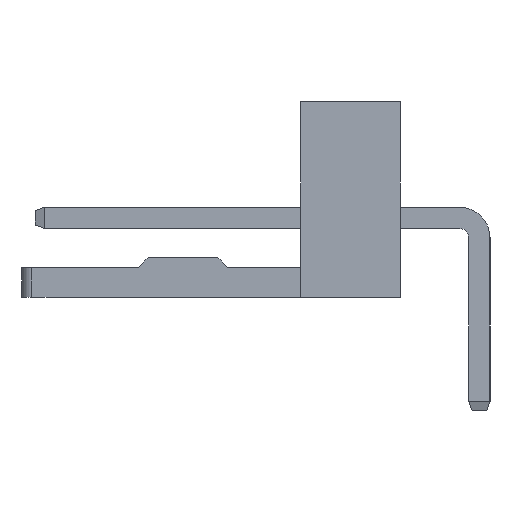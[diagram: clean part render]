
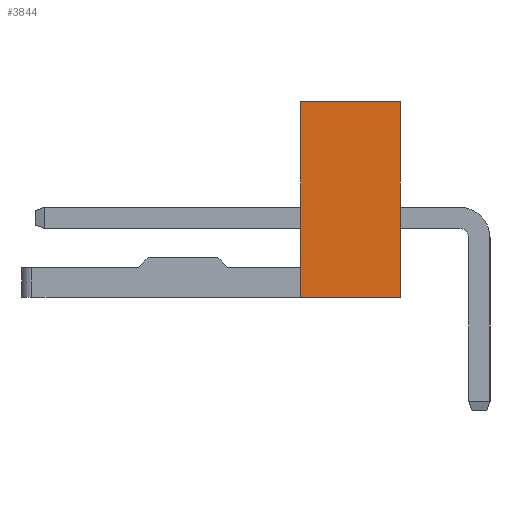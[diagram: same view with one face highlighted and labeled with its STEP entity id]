
A CAD part, left-side view. The second image highlights one B-rep face of the part: STEP entity #3844.
In plain terms, the highlighted planar face has unit normal (-1, 0, 0).
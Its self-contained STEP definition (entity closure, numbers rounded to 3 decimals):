
#180 = CARTESIAN_POINT ( 'NONE',  ( -1.27, 2.38, 0. ) ) ;
#315 = EDGE_CURVE ( 'NONE', #9772, #4588, #6949, .T. ) ;
#874 = ORIENTED_EDGE ( 'NONE', *, *, #3003, .F. ) ;
#1056 = CARTESIAN_POINT ( 'NONE',  ( -1.27, 5.38, 0. ) ) ;
#1125 = EDGE_CURVE ( 'NONE', #8366, #9772, #6600, .T. ) ;
#1191 = VERTEX_POINT ( 'NONE', #6933 ) ;
#1377 = VECTOR ( 'NONE', #7496, 1000. ) ;
#2078 = VECTOR ( 'NONE', #2085, 1000. ) ;
#2085 = DIRECTION ( 'NONE',  ( 0., 1., 0. ) ) ;
#2107 = DIRECTION ( 'NONE',  ( 0., 0., 1. ) ) ;
#2420 = LINE ( 'NONE', #1056, #3043 ) ;
#2525 = CARTESIAN_POINT ( 'NONE',  ( -1.27, 2.38, 0. ) ) ;
#2956 = CARTESIAN_POINT ( 'NONE',  ( -1.27, 2.38, 0. ) ) ;
#3003 = EDGE_CURVE ( 'NONE', #8366, #1191, #12593, .T. ) ;
#3043 = VECTOR ( 'NONE', #3058, 1000. ) ;
#3058 = DIRECTION ( 'NONE',  ( 0., 0., -1. ) ) ;
#3710 = PLANE ( 'NONE',  #7453 ) ;
#3844 = ADVANCED_FACE ( 'NONE', ( #9482 ), #3710, .T. ) ;
#3949 = EDGE_LOOP ( 'NONE', ( #9616, #874, #10011, #9553 ) ) ;
#3982 = CARTESIAN_POINT ( 'NONE',  ( -1.27, 5.38, 5.9 ) ) ;
#3996 = VECTOR ( 'NONE', #2107, 1000. ) ;
#4588 = VERTEX_POINT ( 'NONE', #3982 ) ;
#6600 = LINE ( 'NONE', #2956, #3996 ) ;
#6933 = CARTESIAN_POINT ( 'NONE',  ( -1.27, 5.38, 0. ) ) ;
#6949 = LINE ( 'NONE', #12441, #1377 ) ;
#7453 = AXIS2_PLACEMENT_3D ( 'NONE', #180, #10132, #11021 ) ;
#7496 = DIRECTION ( 'NONE',  ( 0., 1., 0. ) ) ;
#8366 = VERTEX_POINT ( 'NONE', #2525 ) ;
#9482 = FACE_OUTER_BOUND ( 'NONE', #3949, .T. ) ;
#9553 = ORIENTED_EDGE ( 'NONE', *, *, #315, .T. ) ;
#9616 = ORIENTED_EDGE ( 'NONE', *, *, #11909, .T. ) ;
#9772 = VERTEX_POINT ( 'NONE', #11765 ) ;
#10011 = ORIENTED_EDGE ( 'NONE', *, *, #1125, .T. ) ;
#10038 = CARTESIAN_POINT ( 'NONE',  ( -1.27, 2.38, 0. ) ) ;
#10132 = DIRECTION ( 'NONE',  ( -1., 0., 0. ) ) ;
#11021 = DIRECTION ( 'NONE',  ( 0., 0., 1. ) ) ;
#11765 = CARTESIAN_POINT ( 'NONE',  ( -1.27, 2.38, 5.9 ) ) ;
#11909 = EDGE_CURVE ( 'NONE', #4588, #1191, #2420, .T. ) ;
#12441 = CARTESIAN_POINT ( 'NONE',  ( -1.27, 2.38, 5.9 ) ) ;
#12593 = LINE ( 'NONE', #10038, #2078 ) ;
